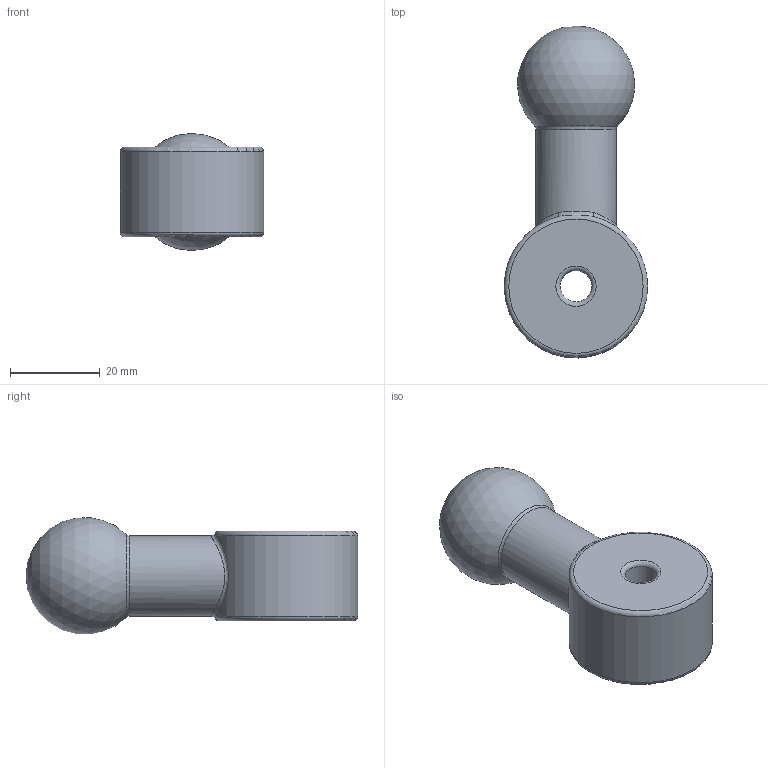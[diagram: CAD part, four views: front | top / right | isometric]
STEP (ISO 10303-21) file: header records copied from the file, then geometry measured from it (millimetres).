
FILE_DESCRIPTION(('FreeCAD Model'),'2;1');
FILE_NAME('Open CASCADE Shape Model','2024-06-01T20:50:54',('Author'),( ''),'Open CASCADE STEP processor 7.6','FreeCAD','Unknown');
FILE_SCHEMA(('AUTOMOTIVE_DESIGN { 1 0 10303 214 1 1 1 1 }'));
Length unit declared in the file: millimetre
Products named in the file (1): Body
Bounding box: 31.98 x 74.09 x 26.12 mm (x, y, z)
Volume: 29332 mm3; surface area: 6637.2 mm2
Topology: 1 solids, 1 shells, 17 faces, 37 edges, 21 vertices
Faces by surface type: bspline 6, cylinder 4, torus 4, plane 2, sphere 1
Full cylindrical faces by diameter (mm): 7 x1, 18 x1
Entity records: 1150 total; most frequent: CARTESIAN_POINT 824, ORIENTED_EDGE 72, DIRECTION 57, EDGE_CURVE 36, AXIS2_PLACEMENT_3D 27, VERTEX_POINT 21, FACE_BOUND 19, EDGE_LOOP 19
